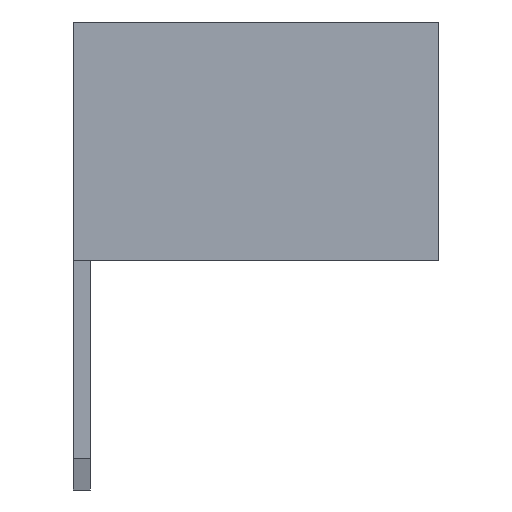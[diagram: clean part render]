
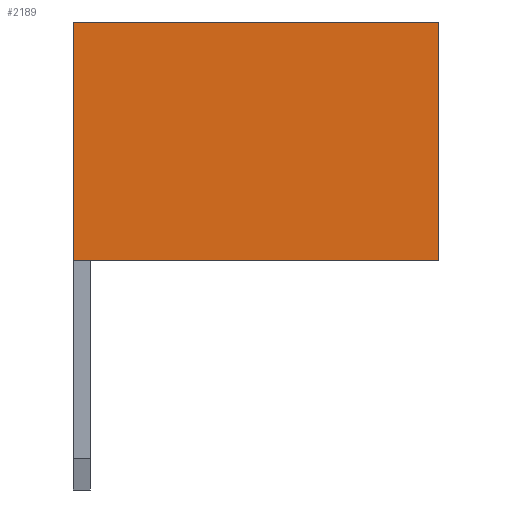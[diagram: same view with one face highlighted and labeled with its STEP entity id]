
A CAD part, left-side view. The second image highlights one B-rep face of the part: STEP entity #2189.
In plain terms, the highlighted planar face has unit normal (-1, 0, 0).
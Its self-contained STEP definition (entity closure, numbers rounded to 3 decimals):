
#2189=ADVANCED_FACE('',(#15505),#15507,.T.);
#15505=FACE_BOUND('',#15506,.T.);
#15506=EDGE_LOOP('',(#26159,#26160,#26161,#26162));
#15507=PLANE('',#15508);
#15508=AXIS2_PLACEMENT_3D('',#15509,#15510,#15511);
#15509=CARTESIAN_POINT('',(-1.,-4.2,0.));
#15510=DIRECTION('',(-1.,0.,0.));
#15511=DIRECTION('',(0.,0.,1.));
#26159=ORIENTED_EDGE('',*,*,#33513,.T.);
#26160=ORIENTED_EDGE('',*,*,#33904,.T.);
#26161=ORIENTED_EDGE('',*,*,#33314,.F.);
#26162=ORIENTED_EDGE('',*,*,#33903,.F.);
#33314=EDGE_CURVE('',#37818,#37820,#37821,.T.);
#33513=EDGE_CURVE('',#38100,#38101,#38102,.T.);
#33903=EDGE_CURVE('',#38100,#37818,#38749,.T.);
#33904=EDGE_CURVE('',#38101,#37820,#38750,.T.);
#37818=VERTEX_POINT('',#45360);
#37820=VERTEX_POINT('',#45364);
#37821=LINE('',#45365,#45366);
#38100=VERTEX_POINT('',#46042);
#38101=VERTEX_POINT('',#46043);
#38102=LINE('',#46044,#46045);
#38749=LINE('',#47471,#47472);
#38750=LINE('',#47474,#47475);
#45360=CARTESIAN_POINT('',(-1.,0.1,0.));
#45364=CARTESIAN_POINT('',(-1.,0.1,2.8));
#45365=CARTESIAN_POINT('',(-1.,0.1,0.));
#45366=VECTOR('',#45367,1.);
#45367=DIRECTION('',(0.,0.,1.));
#46042=CARTESIAN_POINT('',(-1.,-4.2,0.));
#46043=CARTESIAN_POINT('',(-1.,-4.2,2.8));
#46044=CARTESIAN_POINT('',(-1.,-4.2,0.));
#46045=VECTOR('',#46046,1.);
#46046=DIRECTION('',(0.,0.,1.));
#47471=CARTESIAN_POINT('',(-1.,-4.2,0.));
#47472=VECTOR('',#47473,1.);
#47473=DIRECTION('',(0.,1.,0.));
#47474=CARTESIAN_POINT('',(-1.,-4.2,2.8));
#47475=VECTOR('',#47476,1.);
#47476=DIRECTION('',(0.,1.,0.));
